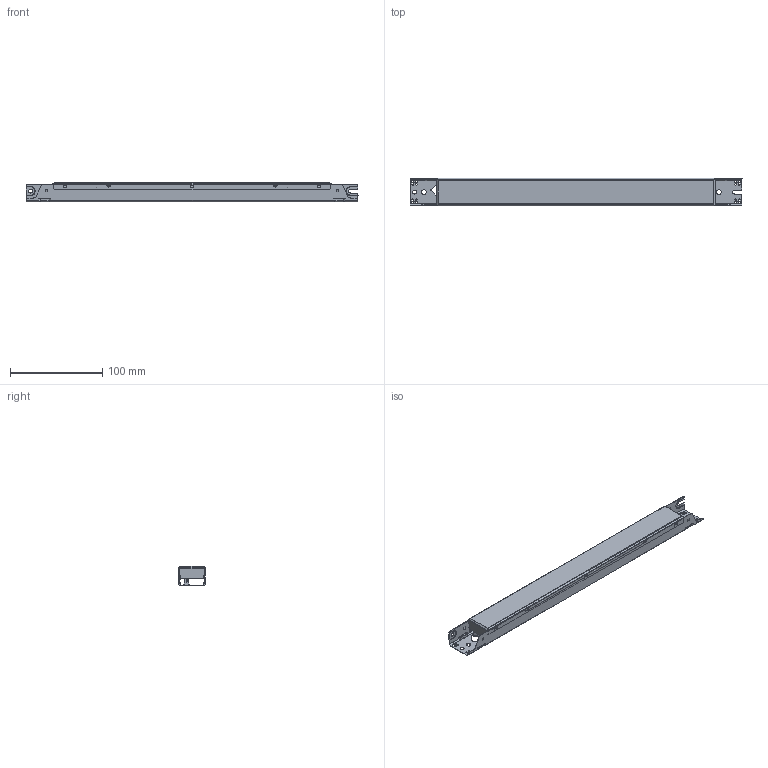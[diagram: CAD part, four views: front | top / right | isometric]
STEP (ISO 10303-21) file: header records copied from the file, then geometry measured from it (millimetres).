
FILE_DESCRIPTION(('Creo Elements/Direct Modeling STEP Export'),'2;1');
FILE_NAME('3D_M10.stp','2019-07-09T 6:41:07',(''),(''),'PTC Creo Elements/Direct Modeling STEP processor for AP214 (Solid Model)','PTC Creo Elements/Direct Modeling 19.0E 27-Jun-2016 (C) Parametric Technology GmbH','');
FILE_SCHEMA(('AUTOMOTIVE_DESIGN { 1 0 10303 214 1 1 1 1 }'));
Length unit declared in the file: millimetre
Products named in the file (1): 3D_M10
Bounding box: 359 x 30.12 x 21 mm (x, y, z)
Volume: 17569.8 mm3; surface area: 65505.2 mm2
Topology: 1 solids, 1 shells, 502 faces, 1483 edges, 953 vertices
Faces by surface type: plane 260, cylinder 185, extrusion 33, bspline 22, cone 2
Entity records: 19454 total; most frequent: CARTESIAN_POINT 6497, ORIENTED_EDGE 2926, DIRECTION 2368, EDGE_CURVE 1463, VERTEX_POINT 953, VECTOR 924, LINE 891, AXIS2_PLACEMENT_3D 722
